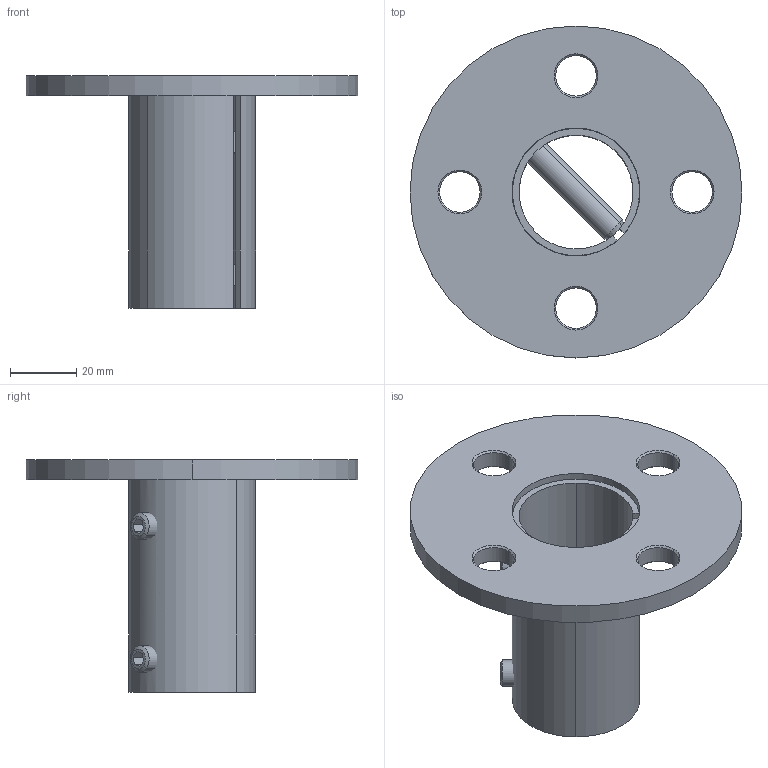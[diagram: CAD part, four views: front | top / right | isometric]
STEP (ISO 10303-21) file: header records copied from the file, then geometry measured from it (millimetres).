
FILE_DESCRIPTION (( 'STEP AP203' ), '1' );
FILE_NAME ('A14_42,4x2-R.STEP', '2024-04-29T12:27:37', ( '' ), ( '' ), 'SwSTEP 2.0', 'SolidWorks 2019', '' );
FILE_SCHEMA (( 'CONFIG_CONTROL_DESIGN' ));
Length unit declared in the file: millimetre
Products named in the file (4): A14_42,4x2-R; DIN 913_SKRUTKA M 8X40; A14_42,4x2-R.P2; A14_42,4x2-R.P1
Assembly tree (4 placements, depth 2):
  A14_42,4x2-R
    A14_42,4x2-R.P1
    A14_42,4x2-R.P2
    DIN 913_SKRUTKA M 8X40  x2
Bounding box: 100 x 100 x 70 mm (x, y, z)
Volume: 56091.1 mm3; surface area: 33939.4 mm2
Topology: 4 solids, 4 shells, 74 faces, 168 edges, 104 vertices
Faces by surface type: cylinder 26, cone 24, plane 24
Entity records: 2388 total; most frequent: CARTESIAN_POINT 546, DIRECTION 320, ORIENTED_EDGE 272, EDGE_CURVE 136, AXIS2_PLACEMENT_3D 126, VERTEX_POINT 84, EDGE_LOOP 74, VECTOR 68
